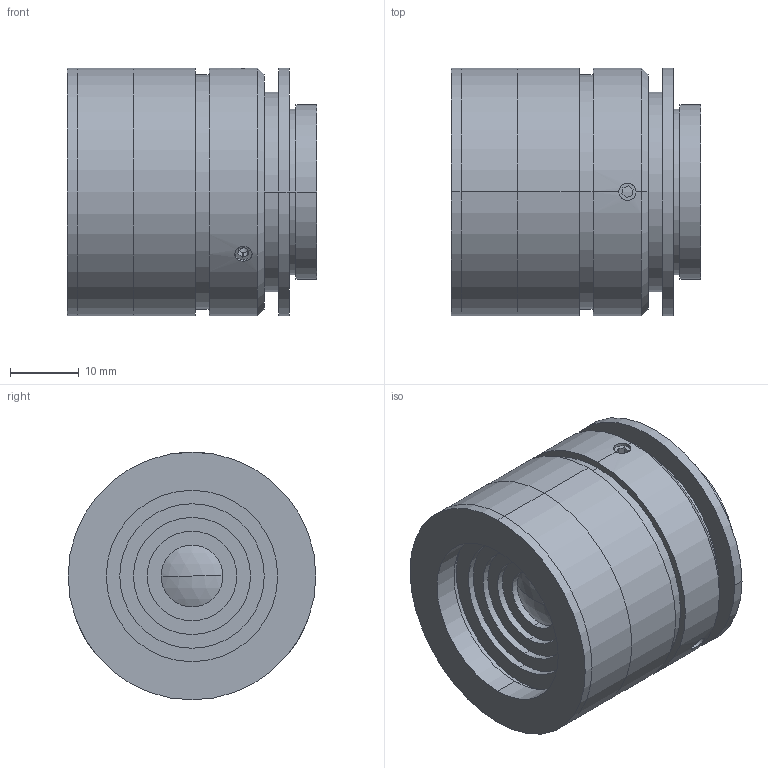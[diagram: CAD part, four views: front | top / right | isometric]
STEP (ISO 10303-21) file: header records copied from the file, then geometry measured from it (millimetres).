
FILE_DESCRIPTION (( 'STEP AP203' ), '1' );
FILE_NAME ('XF-MH045X75.STEP', '2024-08-06T07:52:51', ( '' ), ( '' ), 'SwSTEP 2.0', 'SolidWorks 2022', '' );
FILE_SCHEMA (( 'CONFIG_CONTROL_DESIGN' ));
Length unit declared in the file: millimetre
Products named in the file (1): XF-MH045X75
Bounding box: 36.21 x 36 x 36 mm (x, y, z)
Surface area: 9370.6 mm2 (no closed solid volume)
Topology: 0 solids, 11 shells, 84 faces, 223 edges, 149 vertices
Faces by surface type: cylinder 38, plane 38, cone 6, sphere 2
Entity records: 2871 total; most frequent: CARTESIAN_POINT 681, DIRECTION 477, ORIENTED_EDGE 369, EDGE_CURVE 219, AXIS2_PLACEMENT_3D 185, VERTEX_POINT 149, LINE 107, VECTOR 107
